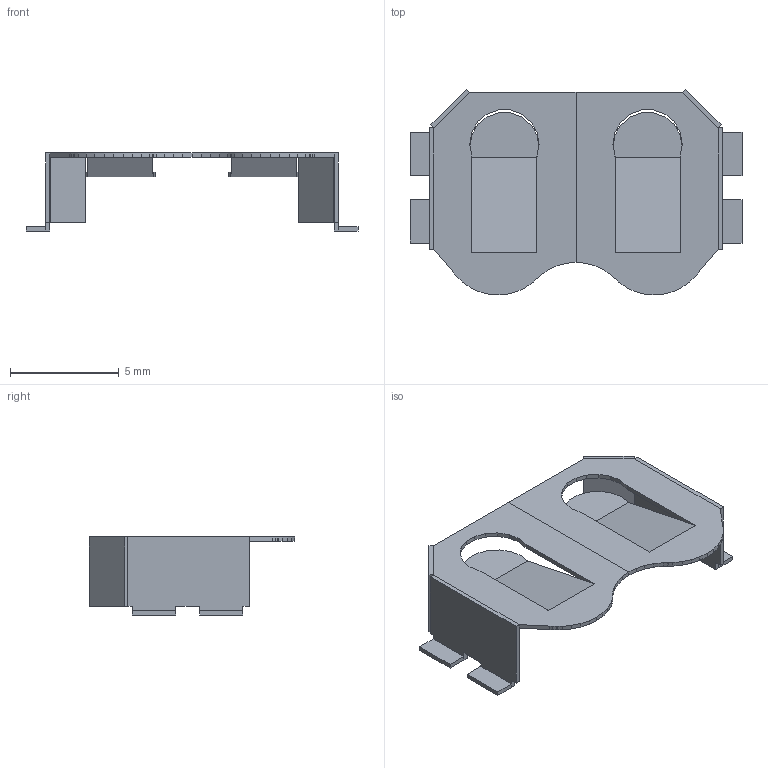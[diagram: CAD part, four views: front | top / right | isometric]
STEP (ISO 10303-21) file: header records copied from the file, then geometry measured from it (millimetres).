
FILE_DESCRIPTION(('FreeCAD Model'),'2;1');
FILE_NAME('BatteryHolder_LINX_BAT-HLD-012-SMT.step', '2017-12-07T22:19:13',('kicad StepUp'),('ksu MCAD'), 'Open CASCADE STEP processor 6.7','FreeCAD','Unknown');
FILE_SCHEMA(('AUTOMOTIVE_DESIGN { 1 0 10303 214 1 1 1 1 }'));
Length unit declared in the file: millimetre
Products named in the file (1): BatteryHolder_LINX_BAT-HLD-012-SMT
Bounding box: 15.3 x 9.49 x 3.6 mm (x, y, z)
Volume: 34.2 mm3; surface area: 368.8 mm2
Topology: 1 solids, 1 shells, 176 faces, 486 edges, 312 vertices
Faces by surface type: plane 176
Entity records: 3669 total; most frequent: ORIENTED_EDGE 780, EDGE_CURVE 486, LINE 459, CARTESIAN_POINT 372, VERTEX_POINT 312, FACE_BOUND 180, EDGE_LOOP 180, ADVANCED_FACE 176
